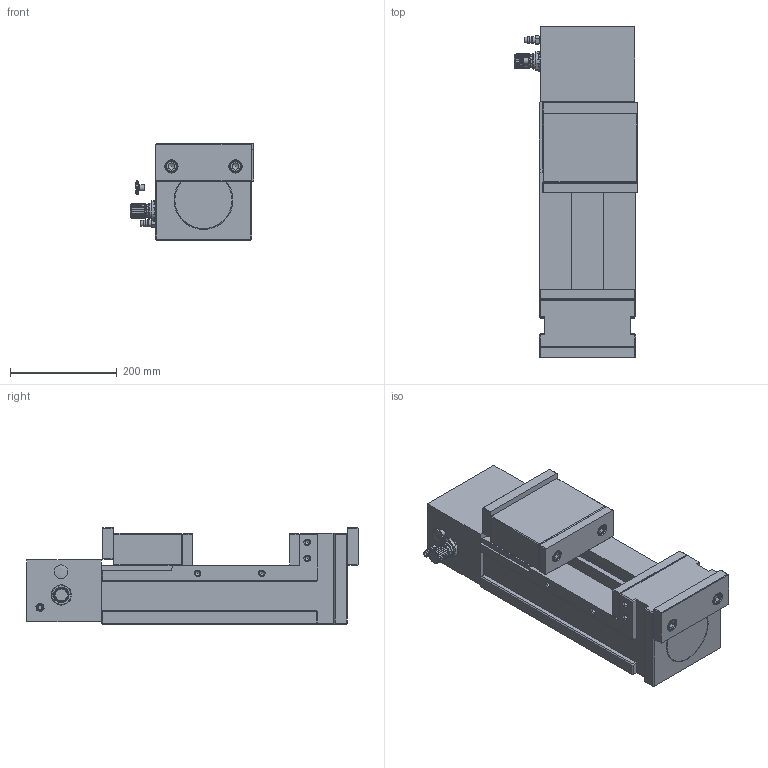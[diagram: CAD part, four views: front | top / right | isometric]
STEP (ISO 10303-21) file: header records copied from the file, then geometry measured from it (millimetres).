
FILE_DESCRIPTION(/* description */ (''),/* implementation_level */ '2;1');
FILE_NAME(/* name */ '1AMP180GA0101.stp',/* time_stamp */ '2020-01-31T15:14:14+08:00',/* author */ ('AUTOWELL002'),/* organization */ (''),/* preprocessor_version */ 'ST-DEVELOPER v17',/* originating_system */ 'Autodesk Inventor 2019',/* authorisation */ '');
FILE_SCHEMA (('AUTOMOTIVE_DESIGN { 1 0 10303 214 3 1 1 }'));
Length unit declared in the file: millimetre
Products named in the file (14): 1AMP180GA0101; 3AMP710101; AMP180活塞組; 3AMP730101; AMP-7401; AMP180控制箱; ANSI B18.3.1M - M12x1.75 x 25; 零件21; 零件19; 零件20; 零件14; AMP-7402; AMP-7403; ANSI B18.3.1M - M14x2 x 30
Assembly tree (20 placements, depth 2):
  1AMP180GA0101
    3AMP710101
    AMP180活塞組
    3AMP730101
    AMP-7401  x2
    AMP180控制箱
    ANSI B18.3.1M - M12x1.75 x 25  x4
    零件21
    零件19
    零件20
    零件14
    AMP-7402
    AMP-7403
    ANSI B18.3.1M - M14x2 x 30  x4
Bounding box: 230.95 x 621.25 x 180 mm (x, y, z)
Volume: 12869380.4 mm3; surface area: 879484.5 mm2
Topology: 20 solids, 20 shells, 692 faces, 1749 edges, 1132 vertices
Faces by surface type: plane 377, bspline 100, cylinder 94, cone 90, torus 30, sphere 1
Full cylindrical faces by diameter (mm): 3.4 x4, 4.134 x1, 7.3 x1, 8.376 x8, 8.9 x1, 9 x2, 10 x1, 10.106 x5, 11 x1, 11.1 x1, 11.835 x4, 12 x5, 13 x9, 14 x4, 15 x4, 18 x4, 20 x4, 21 x4, 22 x4, 22.4 x1, 23.1 x1, 25.1 x1, 26 x1, 29.2 x1, 34.3 x1, 37.8 x1, 40.5 x1, 41.6 x1, 110 x2
Entity records: 20900 total; most frequent: CARTESIAN_POINT 6844, ORIENTED_EDGE 2852, DIRECTION 2710, EDGE_CURVE 1426, AXIS2_PLACEMENT_3D 1002, VERTEX_POINT 926, LINE 706, VECTOR 706
